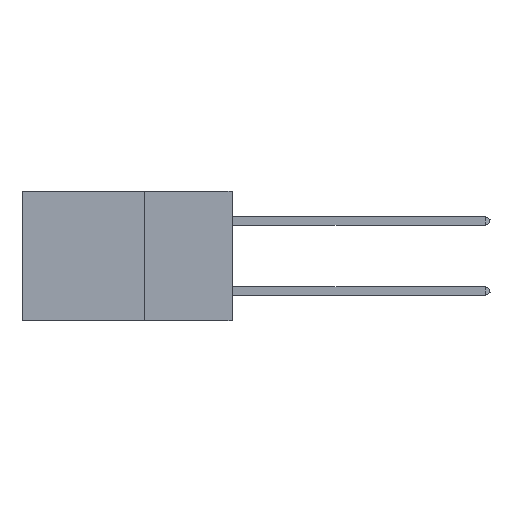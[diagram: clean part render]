
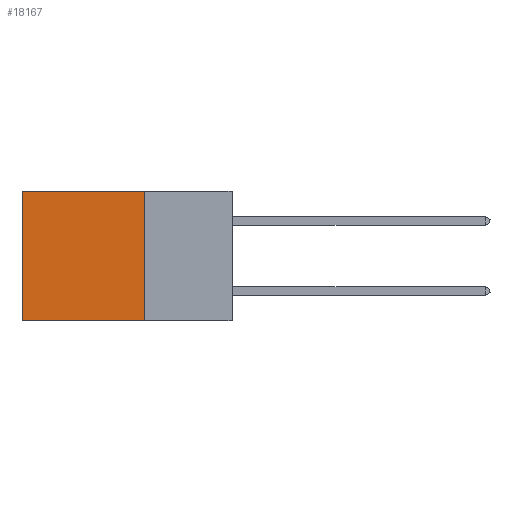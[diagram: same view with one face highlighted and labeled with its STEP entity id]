
A CAD part, left-side view. The second image highlights one B-rep face of the part: STEP entity #18167.
In plain terms, the highlighted planar face has unit normal (-1, 0, 0).
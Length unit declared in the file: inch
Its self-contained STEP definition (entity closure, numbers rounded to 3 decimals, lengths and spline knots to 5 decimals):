
#815 = EDGE_LOOP ( 'NONE', ( #38903, #12323, #22202, #2918 ) ) ;
#2918 = ORIENTED_EDGE ( 'NONE', *, *, #15575, .T. ) ;
#8320 = CARTESIAN_POINT ( 'NONE',  ( 0.2875, 0.6, 0. ) ) ;
#9322 = LINE ( 'NONE', #15645, #39726 ) ;
#11313 = CARTESIAN_POINT ( 'NONE',  ( 0.2875, 0.25, 0. ) ) ;
#11835 = VERTEX_POINT ( 'NONE', #29707 ) ;
#12323 = ORIENTED_EDGE ( 'NONE', *, *, #43714, .F. ) ;
#13354 = CARTESIAN_POINT ( 'NONE',  ( 0.2875, 0.25, -0.37 ) ) ;
#15575 = EDGE_CURVE ( 'NONE', #33345, #42046, #40922, .T. ) ;
#15645 = CARTESIAN_POINT ( 'NONE',  ( 0.2875, 0.25, 0. ) ) ;
#16533 = CARTESIAN_POINT ( 'NONE',  ( 0.2875, 0.25, -0.37 ) ) ;
#18167 = ADVANCED_FACE ( 'NONE', ( #25688 ), #39768, .F. ) ;
#21881 = VECTOR ( 'NONE', #22856, 39.37008 ) ;
#21882 = CARTESIAN_POINT ( 'NONE',  ( 0.2875, 0.6, 0. ) ) ;
#22202 = ORIENTED_EDGE ( 'NONE', *, *, #42844, .F. ) ;
#22856 = DIRECTION ( 'NONE',  ( 0., 0., -1. ) ) ;
#23031 = DIRECTION ( 'NONE',  ( 0., 0., -1. ) ) ;
#24872 = VECTOR ( 'NONE', #33823, 39.37008 ) ;
#25114 = EDGE_CURVE ( 'NONE', #42046, #11835, #28421, .T. ) ;
#25180 = DIRECTION ( 'NONE',  ( 0., 1., 0. ) ) ;
#25688 = FACE_OUTER_BOUND ( 'NONE', #815, .T. ) ;
#26489 = LINE ( 'NONE', #16533, #24872 ) ;
#28414 = VECTOR ( 'NONE', #25180, 39.37008 ) ;
#28421 = LINE ( 'NONE', #8320, #21881 ) ;
#28677 = CARTESIAN_POINT ( 'NONE',  ( 0.2875, 0.25, 0. ) ) ;
#29707 = CARTESIAN_POINT ( 'NONE',  ( 0.2875, 0.6, -0.37 ) ) ;
#33345 = VERTEX_POINT ( 'NONE', #11313 ) ;
#33823 = DIRECTION ( 'NONE',  ( 0., 1., 0. ) ) ;
#36277 = DIRECTION ( 'NONE',  ( 0., 0., -1. ) ) ;
#36426 = DIRECTION ( 'NONE',  ( 1., 0., 0. ) ) ;
#38903 = ORIENTED_EDGE ( 'NONE', *, *, #25114, .T. ) ;
#39614 = CARTESIAN_POINT ( 'NONE',  ( 0.2875, 0.25, 0. ) ) ;
#39726 = VECTOR ( 'NONE', #23031, 39.37008 ) ;
#39768 = PLANE ( 'NONE',  #41460 ) ;
#40922 = LINE ( 'NONE', #28677, #28414 ) ;
#41460 = AXIS2_PLACEMENT_3D ( 'NONE', #39614, #36426, #36277 ) ;
#42046 = VERTEX_POINT ( 'NONE', #21882 ) ;
#42844 = EDGE_CURVE ( 'NONE', #33345, #43080, #9322, .T. ) ;
#43080 = VERTEX_POINT ( 'NONE', #13354 ) ;
#43714 = EDGE_CURVE ( 'NONE', #43080, #11835, #26489, .T. ) ;
